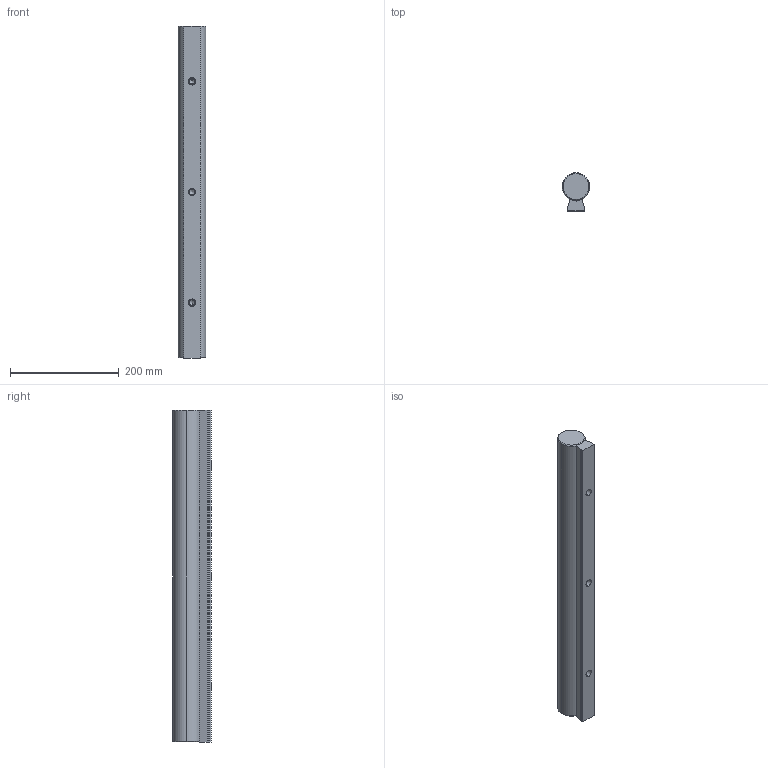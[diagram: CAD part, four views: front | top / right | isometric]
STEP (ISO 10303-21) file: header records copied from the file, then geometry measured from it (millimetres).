
FILE_DESCRIPTION (( 'STEP AP203' ), '1' );
FILE_NAME ('ShaftRailAssembly_BF061E8213.step', '2020-03-24T15:09:08', ( '' ), ( '' ), 'SwSTEP 2.0', 'SolidWorks 2019', '' );
FILE_SCHEMA (( 'CONFIG_CONTROL_DESIGN' ));
Length unit declared in the file: inch
Products named in the file (3): BD5O9cZcvb_CADModel_0; ShaftRailAssembly_BF061E8213
Assembly tree (1 placements, depth 2):
  BD5O9cZcvb_CADModel_0
  ShaftRailAssembly_BF061E8213
    BD5O9cZcvb_CADModel_0
Bounding box: 50.8 x 69.85 x 609.6 mm (x, y, z)
Volume: 1545591.7 mm3; surface area: 167370.9 mm2
Topology: 2 solids, 2 shells, 47 faces, 113 edges, 67 vertices
Faces by surface type: cylinder 20, plane 17, cone 10
Entity records: 1837 total; most frequent: CARTESIAN_POINT 496, DIRECTION 231, ORIENTED_EDGE 214, EDGE_CURVE 107, AXIS2_PLACEMENT_3D 84, VERTEX_POINT 67, LINE 63, VECTOR 63
